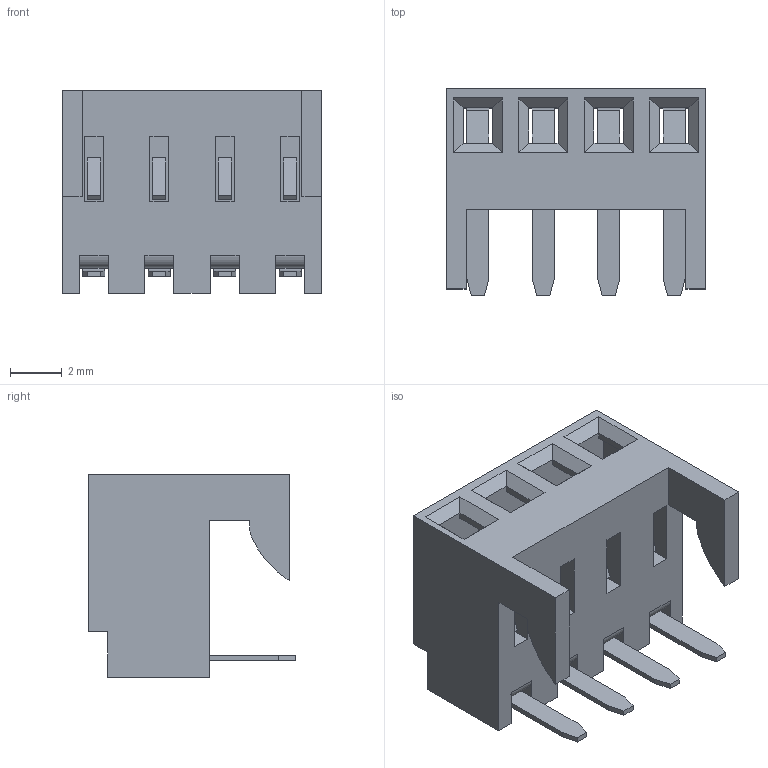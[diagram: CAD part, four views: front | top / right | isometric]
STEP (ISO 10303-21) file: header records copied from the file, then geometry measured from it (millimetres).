
FILE_DESCRIPTION(('STEP AP242'),'1');
FILE_NAME('0022152046.stp','2025-01-18T23:08:40',('TraceParts'),('TraceParts S.A.'),'Spatial InterOp 3D',' ',' ');
FILE_SCHEMA(('AP242_MANAGED_MODEL_BASED_3D_ENGINEERING_MIM_LF {1 0 10303 442 1 1 4}'));
Length unit declared in the file: millimetre
Products named in the file (1): 0022152046_1
Bounding box: 10.06 x 8.05 x 7.87 mm (x, y, z)
Volume: 169.7 mm3; surface area: 666.9 mm2
Topology: 1 solids, 1 shells, 222 faces, 630 edges, 422 vertices
Faces by surface type: plane 166, cylinder 56
Entity records: 7172 total; most frequent: CARTESIAN_POINT 1260, ORIENTED_EDGE 1244, DIRECTION 1198, EDGE_CURVE 622, LINE 510, VECTOR 510, VERTEX_POINT 406, AXIS2_PLACEMENT_3D 344
